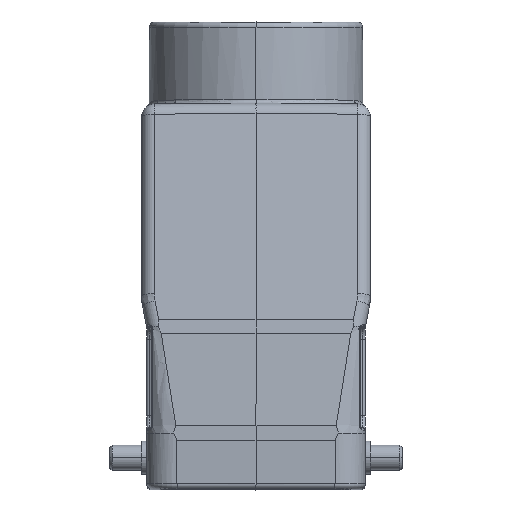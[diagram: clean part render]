
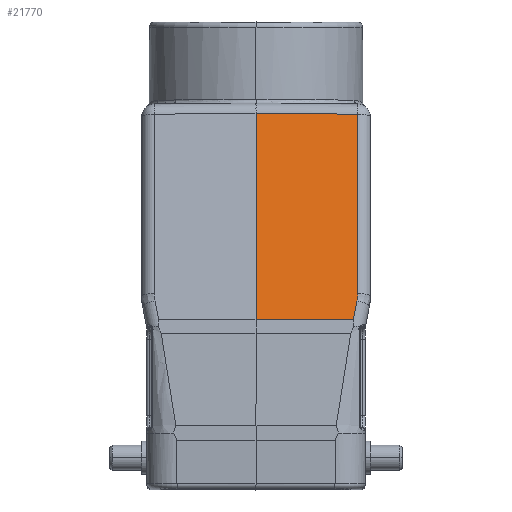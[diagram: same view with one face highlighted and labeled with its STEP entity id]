
A CAD part, top view. The second image highlights one B-rep face of the part: STEP entity #21770.
In plain terms, the highlighted planar face has unit normal (0.009, 0.19, 0.982).
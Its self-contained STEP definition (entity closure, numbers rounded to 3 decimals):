
#4315=DIRECTION('',(1.,-0.009,-0.007));
#4316=VECTOR('',#4315,20.023);
#4317=CARTESIAN_POINT('',(0.,19.39,49.891));
#4318=LINE('',#4317,#4316);
#4319=CARTESIAN_POINT('',(20.022,-16.12,56.573));
#4320=CARTESIAN_POINT('',(20.022,-16.614,56.669));
#4321=CARTESIAN_POINT('',(19.973,-17.107,56.764));
#4322=CARTESIAN_POINT('',(19.876,-17.591,56.859));
#4324=DIRECTION('',(-0.193,-0.963,0.188));
#4325=VECTOR('',#4324,3.79);
#4326=CARTESIAN_POINT('',(19.876,-17.591,56.859));
#4327=LINE('',#4326,#4325);
#4328=DIRECTION('',(-1.,0.,0.009));
#4329=VECTOR('',#4328,19.147);
#4330=CARTESIAN_POINT('',(19.146,-21.241,57.57));
#4331=LINE('',#4330,#4329);
#4349=DIRECTION('',(0.,-0.982,0.19));
#4350=VECTOR('',#4349,41.382);
#4351=CARTESIAN_POINT('',(0.,19.39,49.891));
#4352=LINE('',#4351,#4350);
#6545=DIRECTION('',(0.,0.982,-0.19));
#6546=VECTOR('',#6545,35.988);
#6547=CARTESIAN_POINT('',(20.022,-16.12,56.573));
#6548=LINE('',#6547,#6546);
#10542=CARTESIAN_POINT('',(19.876,-17.591,
56.859));
#10543=CARTESIAN_POINT('',(19.146,-21.241,
57.57));
#10544=VERTEX_POINT('',#10542);
#10545=VERTEX_POINT('',#10543);
#10547=CARTESIAN_POINT('',(0.,19.39,
49.891));
#10548=CARTESIAN_POINT('',(0.,-21.241,
57.74));
#10549=VERTEX_POINT('',#10547);
#10550=VERTEX_POINT('',#10548);
#10551=CARTESIAN_POINT('',(20.022,19.215,49.747));
#10552=VERTEX_POINT('',#10551);
#10553=CARTESIAN_POINT('',(20.022,-16.12,
56.573));
#10554=VERTEX_POINT('',#10553);
#21752=CARTESIAN_POINT('',(0.,-22.585,58.));
#21753=DIRECTION('',(0.009,0.19,0.982));
#21754=DIRECTION('',(0.,-0.982,0.19));
#21755=AXIS2_PLACEMENT_3D('',#21752,#21753,#21754);
#21756=PLANE('',#21755);
#21758=ORIENTED_EDGE('',*,*,#21757,.F.);
#21760=ORIENTED_EDGE('',*,*,#21759,.T.);
#21762=ORIENTED_EDGE('',*,*,#21761,.F.);
#21764=ORIENTED_EDGE('',*,*,#21763,.T.);
#21765=ORIENTED_EDGE('',*,*,#21737,.T.);
#21767=ORIENTED_EDGE('',*,*,#21766,.T.);
#21768=EDGE_LOOP('',(#21758,#21760,#21762,#21764,#21765,#21767));
#21769=FACE_OUTER_BOUND('',#21768,.F.);
#21770=ADVANCED_FACE('',(#21769),#21756,.T.);
#4323=B_SPLINE_CURVE_WITH_KNOTS('',3,(#4319,#4320,#4321,#4322),.UNSPECIFIED.,
.F.,.F.,(4,4),(0.,1.),.UNSPECIFIED.);
#21737=EDGE_CURVE('',#10544,#10545,#4327,.T.);
#21757=EDGE_CURVE('',#10549,#10550,#4352,.T.);
#21759=EDGE_CURVE('',#10549,#10552,#4318,.T.);
#21761=EDGE_CURVE('',#10554,#10552,#6548,.T.);
#21763=EDGE_CURVE('',#10554,#10544,#4323,.T.);
#21766=EDGE_CURVE('',#10545,#10550,#4331,.T.);
